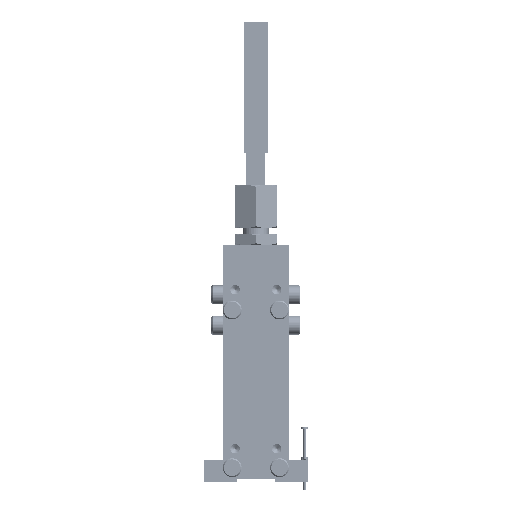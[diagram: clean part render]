
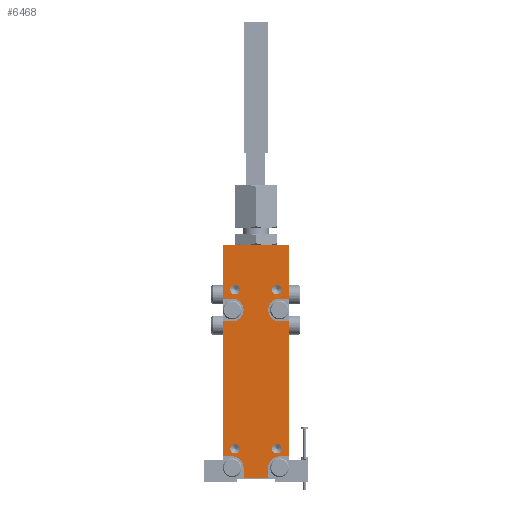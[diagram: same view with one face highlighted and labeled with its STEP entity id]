
A CAD part, left-side view. The second image highlights one B-rep face of the part: STEP entity #6468.
In plain terms, the highlighted planar face has unit normal (-1, 0, 0).
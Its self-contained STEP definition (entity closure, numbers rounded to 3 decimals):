
#6468=ADVANCED_FACE('',(#21407,#21408,#21409,#21410,#21411),#9842,.T.);
#9842=PLANE('',#71929);
#13453=LINE('',#104015,#18197);
#13465=LINE('',#104040,#18209);
#13469=LINE('',#104048,#18213);
#13488=LINE('',#104088,#18232);
#13492=LINE('',#104096,#18236);
#13495=LINE('',#104123,#18239);
#13496=LINE('',#104125,#18240);
#13497=LINE('',#104129,#18241);
#13498=LINE('',#104130,#18242);
#13499=LINE('',#104134,#18243);
#13500=LINE('',#104135,#18244);
#13501=LINE('',#104136,#18245);
#13502=LINE('',#104140,#18246);
#13503=LINE('',#104141,#18247);
#18197=VECTOR('',#84250,1.);
#18209=VECTOR('',#84264,1.);
#18213=VECTOR('',#84268,1.);
#18232=VECTOR('',#84293,1.);
#18236=VECTOR('',#84297,1.);
#18239=VECTOR('',#84320,1.);
#18240=VECTOR('',#84321,1.);
#18241=VECTOR('',#84324,1.);
#18242=VECTOR('',#84325,1.);
#18243=VECTOR('',#84328,1.);
#18244=VECTOR('',#84329,1.);
#18245=VECTOR('',#84330,1.);
#18246=VECTOR('',#84333,1.);
#18247=VECTOR('',#84334,1.);
#21407=FACE_BOUND('',#28210,.T.);
#21408=FACE_BOUND('',#28211,.T.);
#21409=FACE_BOUND('',#28212,.T.);
#21410=FACE_BOUND('',#28213,.T.);
#21411=FACE_BOUND('',#28214,.T.);
#28210=EDGE_LOOP('',(#41150,#41151,#41152,#41153,#41154,#41155,#41156,#41157,
#41158,#41159,#41160,#41161,#41162,#41163,#41164,#41165,#41166,#41167));
#28211=EDGE_LOOP('',(#41168));
#28212=EDGE_LOOP('',(#41169));
#28213=EDGE_LOOP('',(#41170));
#28214=EDGE_LOOP('',(#41171));
#41150=ORIENTED_EDGE('',*,*,#60929,.F.);
#41151=ORIENTED_EDGE('',*,*,#60877,.F.);
#41152=ORIENTED_EDGE('',*,*,#60930,.T.);
#41153=ORIENTED_EDGE('',*,*,#60931,.T.);
#41154=ORIENTED_EDGE('',*,*,#60932,.T.);
#41155=ORIENTED_EDGE('',*,*,#60893,.F.);
#41156=ORIENTED_EDGE('',*,*,#60933,.F.);
#41157=ORIENTED_EDGE('',*,*,#60934,.F.);
#41158=ORIENTED_EDGE('',*,*,#60935,.F.);
#41159=ORIENTED_EDGE('',*,*,#60889,.F.);
#41160=ORIENTED_EDGE('',*,*,#60936,.F.);
#41161=ORIENTED_EDGE('',*,*,#60918,.F.);
#41162=ORIENTED_EDGE('',*,*,#60937,.T.);
#41163=ORIENTED_EDGE('',*,*,#60938,.T.);
#41164=ORIENTED_EDGE('',*,*,#60939,.T.);
#41165=ORIENTED_EDGE('',*,*,#60914,.F.);
#41166=ORIENTED_EDGE('',*,*,#60940,.F.);
#41167=ORIENTED_EDGE('',*,*,#60941,.F.);
#41168=ORIENTED_EDGE('',*,*,#60942,.T.);
#41169=ORIENTED_EDGE('',*,*,#60943,.T.);
#41170=ORIENTED_EDGE('',*,*,#60944,.T.);
#41171=ORIENTED_EDGE('',*,*,#60945,.T.);
#53247=VERTEX_POINT('',#104016);
#53248=VERTEX_POINT('',#104017);
#53258=VERTEX_POINT('',#104039);
#53259=VERTEX_POINT('',#104041);
#53262=VERTEX_POINT('',#104047);
#53263=VERTEX_POINT('',#104049);
#53280=VERTEX_POINT('',#104087);
#53281=VERTEX_POINT('',#104089);
#53284=VERTEX_POINT('',#104095);
#53285=VERTEX_POINT('',#104097);
#53295=VERTEX_POINT('',#104124);
#53296=VERTEX_POINT('',#104126);
#53297=VERTEX_POINT('',#104128);
#53298=VERTEX_POINT('',#104131);
#53299=VERTEX_POINT('',#104133);
#53300=VERTEX_POINT('',#104137);
#53301=VERTEX_POINT('',#104139);
#53302=VERTEX_POINT('',#104142);
#53303=VERTEX_POINT('',#104145);
#53304=VERTEX_POINT('',#104147);
#53305=VERTEX_POINT('',#104149);
#53306=VERTEX_POINT('',#104151);
#60877=EDGE_CURVE('',#53247,#53248,#13453,.T.);
#60889=EDGE_CURVE('',#53258,#53259,#13465,.T.);
#60893=EDGE_CURVE('',#53262,#53263,#13469,.T.);
#60914=EDGE_CURVE('',#53280,#53281,#13488,.T.);
#60918=EDGE_CURVE('',#53284,#53285,#13492,.T.);
#60929=EDGE_CURVE('',#53248,#53295,#13495,.T.);
#60930=EDGE_CURVE('',#53247,#53296,#13496,.T.);
#60931=EDGE_CURVE('',#53296,#53297,#66808,.T.);
#60932=EDGE_CURVE('',#53297,#53263,#13497,.T.);
#60933=EDGE_CURVE('',#53298,#53262,#13498,.T.);
#60934=EDGE_CURVE('',#53299,#53298,#66809,.T.);
#60935=EDGE_CURVE('',#53259,#53299,#13499,.T.);
#60936=EDGE_CURVE('',#53285,#53258,#13500,.T.);
#60937=EDGE_CURVE('',#53284,#53300,#13501,.T.);
#60938=EDGE_CURVE('',#53300,#53301,#66810,.T.);
#60939=EDGE_CURVE('',#53301,#53281,#13502,.T.);
#60940=EDGE_CURVE('',#53302,#53280,#13503,.T.);
#60941=EDGE_CURVE('',#53295,#53302,#66811,.T.);
#60942=EDGE_CURVE('',#53303,#53303,#66812,.T.);
#60943=EDGE_CURVE('',#53304,#53304,#66813,.T.);
#60944=EDGE_CURVE('',#53305,#53305,#66814,.T.);
#60945=EDGE_CURVE('',#53306,#53306,#66815,.T.);
#66808=CIRCLE('',#71921,6.);
#66809=CIRCLE('',#71922,6.);
#66810=CIRCLE('',#71923,6.);
#66811=CIRCLE('',#71924,6.);
#66812=CIRCLE('',#71925,2.5);
#66813=CIRCLE('',#71926,2.5);
#66814=CIRCLE('',#71927,2.5);
#66815=CIRCLE('',#71928,2.5);
#71921=AXIS2_PLACEMENT_3D('',#104127,#84322,#84323);
#71922=AXIS2_PLACEMENT_3D('',#104132,#84326,#84327);
#71923=AXIS2_PLACEMENT_3D('',#104138,#84331,#84332);
#71924=AXIS2_PLACEMENT_3D('',#104143,#84335,#84336);
#71925=AXIS2_PLACEMENT_3D('',#104144,#84337,#84338);
#71926=AXIS2_PLACEMENT_3D('',#104146,#84339,#84340);
#71927=AXIS2_PLACEMENT_3D('',#104148,#84341,#84342);
#71928=AXIS2_PLACEMENT_3D('',#104150,#84343,#84344);
#71929=AXIS2_PLACEMENT_3D('',#104152,#84345,#84346);
#84250=DIRECTION('',(0.,1.,0.));
#84264=DIRECTION('',(0.,0.,-1.));
#84268=DIRECTION('',(0.,0.,-1.));
#84293=DIRECTION('',(0.,0.,1.));
#84297=DIRECTION('',(0.,0.,1.));
#84320=DIRECTION('',(0.,0.,1.));
#84321=DIRECTION('',(0.,0.,1.));
#84322=DIRECTION('',(1.,0.,0.));
#84323=DIRECTION('',(0.,-1.,0.));
#84324=DIRECTION('',(0.,-1.,0.));
#84325=DIRECTION('',(0.,-1.,0.));
#84326=DIRECTION('',(-1.,0.,0.));
#84327=DIRECTION('',(0.,-1.,0.));
#84328=DIRECTION('',(0.,1.,0.));
#84329=DIRECTION('',(0.,-1.,0.));
#84330=DIRECTION('',(0.,-1.,0.));
#84331=DIRECTION('',(1.,0.,0.));
#84332=DIRECTION('',(0.,1.,0.));
#84333=DIRECTION('',(0.,1.,0.));
#84334=DIRECTION('',(0.,1.,0.));
#84335=DIRECTION('',(-1.,0.,0.));
#84336=DIRECTION('',(0.,1.,0.));
#84337=DIRECTION('',(1.,0.,0.));
#84338=DIRECTION('',(0.,0.,-1.));
#84339=DIRECTION('',(1.,0.,0.));
#84340=DIRECTION('',(0.,0.,-1.));
#84341=DIRECTION('',(1.,0.,0.));
#84342=DIRECTION('',(0.,0.,-1.));
#84343=DIRECTION('',(1.,0.,0.));
#84344=DIRECTION('',(0.,0.,-1.));
#84345=DIRECTION('',(-1.,0.,0.));
#84346=DIRECTION('',(0.,0.,1.));
#104015=CARTESIAN_POINT('',(-744.,106.683,85.25));
#104016=CARTESIAN_POINT('',(-744.,82.683,85.25));
#104017=CARTESIAN_POINT('',(-744.,95.683,85.25));
#104039=CARTESIAN_POINT('',(-744.,71.683,208.25));
#104040=CARTESIAN_POINT('',(-744.,71.683,85.25));
#104041=CARTESIAN_POINT('',(-744.,71.683,180.));
#104047=CARTESIAN_POINT('',(-744.,71.683,168.));
#104048=CARTESIAN_POINT('',(-744.,71.683,85.25));
#104049=CARTESIAN_POINT('',(-744.,71.683,96.75));
#104087=CARTESIAN_POINT('',(-744.,106.683,96.75));
#104088=CARTESIAN_POINT('',(-744.,106.683,200.25));
#104089=CARTESIAN_POINT('',(-744.,106.683,168.));
#104095=CARTESIAN_POINT('',(-744.,106.683,180.));
#104096=CARTESIAN_POINT('',(-744.,106.683,200.25));
#104097=CARTESIAN_POINT('',(-744.,106.683,208.25));
#104123=CARTESIAN_POINT('',(-744.,95.683,73.627));
#104124=CARTESIAN_POINT('',(-744.,95.683,90.75));
#104125=CARTESIAN_POINT('',(-744.,82.683,73.627));
#104126=CARTESIAN_POINT('',(-744.,82.683,90.75));
#104127=CARTESIAN_POINT('',(-744.,76.683,90.75));
#104128=CARTESIAN_POINT('',(-744.,76.683,96.75));
#104129=CARTESIAN_POINT('',(-744.,76.683,96.75));
#104130=CARTESIAN_POINT('',(-744.,76.683,168.));
#104131=CARTESIAN_POINT('',(-744.,76.683,168.));
#104132=CARTESIAN_POINT('',(-744.,76.683,174.));
#104133=CARTESIAN_POINT('',(-744.,76.683,180.));
#104134=CARTESIAN_POINT('',(-744.,59.56,180.));
#104135=CARTESIAN_POINT('',(-744.,71.683,208.25));
#104136=CARTESIAN_POINT('',(-744.,118.806,180.));
#104137=CARTESIAN_POINT('',(-744.,101.683,180.));
#104138=CARTESIAN_POINT('',(-744.,101.683,174.));
#104139=CARTESIAN_POINT('',(-744.,101.683,168.));
#104140=CARTESIAN_POINT('',(-744.,101.683,168.));
#104141=CARTESIAN_POINT('',(-744.,101.683,96.75));
#104142=CARTESIAN_POINT('',(-744.,101.683,96.75));
#104143=CARTESIAN_POINT('',(-744.,101.683,90.75));
#104144=CARTESIAN_POINT('',(-744.,100.183,184.75));
#104145=CARTESIAN_POINT('',(-744.,100.183,182.25));
#104146=CARTESIAN_POINT('',(-744.,100.183,100.75));
#104147=CARTESIAN_POINT('',(-744.,100.183,98.25));
#104148=CARTESIAN_POINT('',(-744.,78.183,184.75));
#104149=CARTESIAN_POINT('',(-744.,78.183,182.25));
#104150=CARTESIAN_POINT('',(-744.,78.183,100.75));
#104151=CARTESIAN_POINT('',(-744.,78.183,98.25));
#104152=CARTESIAN_POINT('',(-744.,89.183,142.75));
